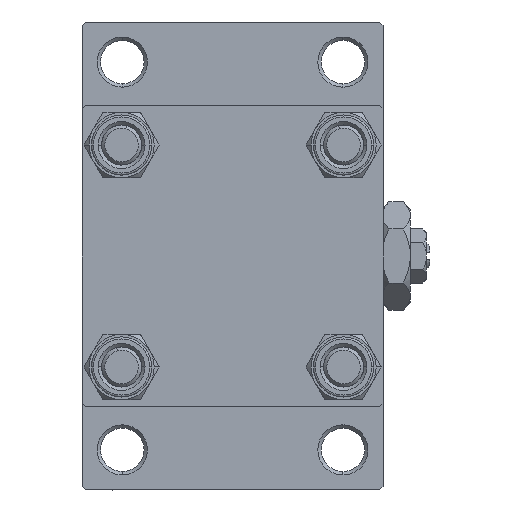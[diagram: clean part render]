
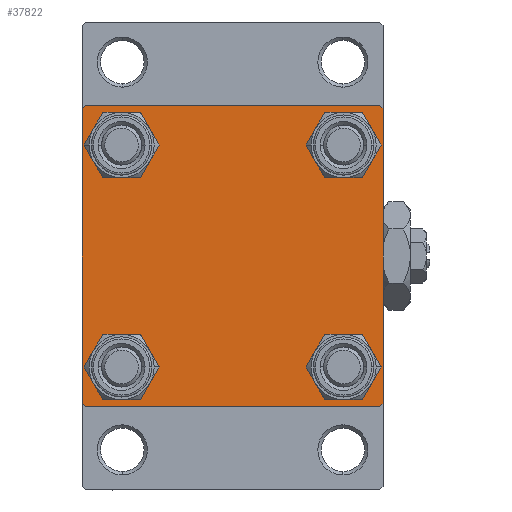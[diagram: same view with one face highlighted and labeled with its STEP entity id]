
A CAD part, left-side view. The second image highlights one B-rep face of the part: STEP entity #37822.
In plain terms, the highlighted planar face has unit normal (-1, 0, 0).
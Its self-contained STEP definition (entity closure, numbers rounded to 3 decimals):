
#126 = VERTEX_POINT ( 'NONE', #46605 ) ;
#587 = EDGE_CURVE ( 'NONE', #33678, #21910, #1079, .T. ) ;
#1079 = LINE ( 'NONE', #42284, #47921 ) ;
#1847 = DIRECTION ( 'NONE',  ( 0., 0., 1. ) ) ;
#2331 = EDGE_CURVE ( 'NONE', #8255, #126, #47992, .T. ) ;
#2509 = ORIENTED_EDGE ( 'NONE', *, *, #13584, .T. ) ;
#2832 = DIRECTION ( 'NONE',  ( 1., 0., 0. ) ) ;
#3078 = CARTESIAN_POINT ( 'NONE',  ( 0., 22.5, 22. ) ) ;
#3119 = EDGE_CURVE ( 'NONE', #12384, #48452, #44089, .T. ) ;
#3125 = VERTEX_POINT ( 'NONE', #37560 ) ;
#3617 = ORIENTED_EDGE ( 'NONE', *, *, #3119, .T. ) ;
#3826 = VERTEX_POINT ( 'NONE', #34890 ) ;
#3930 = LINE ( 'NONE', #37919, #37171 ) ;
#4308 = DIRECTION ( 'NONE',  ( 0., 0., 1. ) ) ;
#4477 = CARTESIAN_POINT ( 'NONE',  ( 0., -16.6, -16.6 ) ) ;
#4521 = AXIS2_PLACEMENT_3D ( 'NONE', #33899, #19502, #18765 ) ;
#4749 = EDGE_CURVE ( 'NONE', #12011, #22356, #36179, .T. ) ;
#5136 = DIRECTION ( 'NONE',  ( 0., 0., 1. ) ) ;
#5173 = EDGE_LOOP ( 'NONE', ( #34714, #24963 ) ) ;
#5420 = DIRECTION ( 'NONE',  ( 0., -1., 0. ) ) ;
#5818 = DIRECTION ( 'NONE',  ( 1., 0., 0. ) ) ;
#5854 = VERTEX_POINT ( 'NONE', #26934 ) ;
#5907 = EDGE_LOOP ( 'NONE', ( #38264, #42827 ) ) ;
#5917 = EDGE_CURVE ( 'NONE', #31006, #3125, #8482, .T. ) ;
#7709 = CARTESIAN_POINT ( 'NONE',  ( 0., 22., 22.5 ) ) ;
#7801 = ORIENTED_EDGE ( 'NONE', *, *, #46681, .T. ) ;
#8255 = VERTEX_POINT ( 'NONE', #21697 ) ;
#8477 = EDGE_CURVE ( 'NONE', #13228, #23177, #10473, .T. ) ;
#8482 = CIRCLE ( 'NONE', #4521, 3.5 ) ;
#8868 = CARTESIAN_POINT ( 'NONE',  ( 0., 22., -22.5 ) ) ;
#10185 = VECTOR ( 'NONE', #44470, 1000. ) ;
#10302 = VECTOR ( 'NONE', #35430, 1000. ) ;
#10428 = EDGE_LOOP ( 'NONE', ( #3617, #7801 ) ) ;
#10473 = LINE ( 'NONE', #22369, #10185 ) ;
#10755 = AXIS2_PLACEMENT_3D ( 'NONE', #4477, #44942, #23329 ) ;
#10974 = ORIENTED_EDGE ( 'NONE', *, *, #24491, .F. ) ;
#12011 = VERTEX_POINT ( 'NONE', #23878 ) ;
#12384 = VERTEX_POINT ( 'NONE', #29755 ) ;
#12455 = EDGE_CURVE ( 'NONE', #24197, #23177, #27484, .T. ) ;
#13001 = CARTESIAN_POINT ( 'NONE',  ( 0., 16.6, 20.1 ) ) ;
#13228 = VERTEX_POINT ( 'NONE', #7709 ) ;
#13537 = CARTESIAN_POINT ( 'NONE',  ( 0., -22.5, 22. ) ) ;
#13584 = EDGE_CURVE ( 'NONE', #13228, #33052, #3930, .T. ) ;
#13718 = CARTESIAN_POINT ( 'NONE',  ( 0., -22.5, 22.5 ) ) ;
#16553 = CARTESIAN_POINT ( 'NONE',  ( 0., -22.25, -22.25 ) ) ;
#16670 = CIRCLE ( 'NONE', #47571, 3.5 ) ;
#17473 = CARTESIAN_POINT ( 'NONE',  ( 0., -16.6, 20.1 ) ) ;
#18052 = EDGE_CURVE ( 'NONE', #126, #8255, #31699, .T. ) ;
#18765 = DIRECTION ( 'NONE',  ( 0., 0., 1. ) ) ;
#18782 = DIRECTION ( 'NONE',  ( 0., 0., 1. ) ) ;
#18952 = CARTESIAN_POINT ( 'NONE',  ( 0., 16.6, -16.6 ) ) ;
#19253 = ORIENTED_EDGE ( 'NONE', *, *, #12455, .T. ) ;
#19502 = DIRECTION ( 'NONE',  ( 1., 0., 0. ) ) ;
#19659 = DIRECTION ( 'NONE',  ( 1., 0., 0. ) ) ;
#20752 = FACE_BOUND ( 'NONE', #5173, .T. ) ;
#20894 = LINE ( 'NONE', #13718, #36840 ) ;
#20990 = FACE_BOUND ( 'NONE', #5907, .T. ) ;
#21697 = CARTESIAN_POINT ( 'NONE',  ( 0., -16.6, -13.1 ) ) ;
#21910 = VERTEX_POINT ( 'NONE', #8868 ) ;
#22356 = VERTEX_POINT ( 'NONE', #17473 ) ;
#22369 = CARTESIAN_POINT ( 'NONE',  ( 0., 22.5, 22.5 ) ) ;
#22739 = DIRECTION ( 'NONE',  ( 1., 0., 0. ) ) ;
#22996 = CARTESIAN_POINT ( 'NONE',  ( 0., -16.6, 16.6 ) ) ;
#23177 = VERTEX_POINT ( 'NONE', #37803 ) ;
#23290 = CARTESIAN_POINT ( 'NONE',  ( 0., -22.25, 22.25 ) ) ;
#23329 = DIRECTION ( 'NONE',  ( 0., 0., 1. ) ) ;
#23878 = CARTESIAN_POINT ( 'NONE',  ( 0., -16.6, 13.1 ) ) ;
#24197 = VERTEX_POINT ( 'NONE', #13537 ) ;
#24232 = DIRECTION ( 'NONE',  ( 0., -0.707, 0.707 ) ) ;
#24491 = EDGE_CURVE ( 'NONE', #24197, #3826, #20894, .T. ) ;
#24497 = CIRCLE ( 'NONE', #25317, 3.5 ) ;
#24912 = LINE ( 'NONE', #40063, #37191 ) ;
#24963 = ORIENTED_EDGE ( 'NONE', *, *, #18052, .T. ) ;
#25317 = AXIS2_PLACEMENT_3D ( 'NONE', #45998, #26629, #4308 ) ;
#26276 = ORIENTED_EDGE ( 'NONE', *, *, #44166, .T. ) ;
#26629 = DIRECTION ( 'NONE',  ( 1., 0., 0. ) ) ;
#26648 = DIRECTION ( 'NONE',  ( 0., 0., 1. ) ) ;
#26934 = CARTESIAN_POINT ( 'NONE',  ( 0., -22., -22.5 ) ) ;
#27331 = DIRECTION ( 'NONE',  ( 0., 0., 1. ) ) ;
#27484 = LINE ( 'NONE', #23290, #10302 ) ;
#27705 = CARTESIAN_POINT ( 'NONE',  ( 0., 0., 0. ) ) ;
#27749 = LINE ( 'NONE', #35443, #32220 ) ;
#27755 = EDGE_CURVE ( 'NONE', #21910, #5854, #27749, .T. ) ;
#27950 = PLANE ( 'NONE',  #32437 ) ;
#28305 = EDGE_LOOP ( 'NONE', ( #44851, #38770 ) ) ;
#28840 = DIRECTION ( 'NONE',  ( 0., 0., -1. ) ) ;
#29014 = CARTESIAN_POINT ( 'NONE',  ( 0., 22.5, -22. ) ) ;
#29755 = CARTESIAN_POINT ( 'NONE',  ( 0., 16.6, -13.1 ) ) ;
#30625 = AXIS2_PLACEMENT_3D ( 'NONE', #22996, #22739, #18782 ) ;
#30823 = CARTESIAN_POINT ( 'NONE',  ( 0., 16.6, 16.6 ) ) ;
#30969 = EDGE_LOOP ( 'NONE', ( #39091, #40935, #46245, #26276, #10974, #19253, #36106, #2509 ) ) ;
#31006 = VERTEX_POINT ( 'NONE', #13001 ) ;
#31699 = CIRCLE ( 'NONE', #45171, 3.5 ) ;
#32175 = LINE ( 'NONE', #16553, #37399 ) ;
#32220 = VECTOR ( 'NONE', #5420, 1000. ) ;
#32413 = FACE_BOUND ( 'NONE', #28305, .T. ) ;
#32437 = AXIS2_PLACEMENT_3D ( 'NONE', #27705, #39114, #5136 ) ;
#32481 = CIRCLE ( 'NONE', #43570, 3.5 ) ;
#33052 = VERTEX_POINT ( 'NONE', #3078 ) ;
#33678 = VERTEX_POINT ( 'NONE', #29014 ) ;
#33899 = CARTESIAN_POINT ( 'NONE',  ( 0., 16.6, 16.6 ) ) ;
#34559 = AXIS2_PLACEMENT_3D ( 'NONE', #18952, #2832, #45263 ) ;
#34592 = DIRECTION ( 'NONE',  ( 1., 0., 0. ) ) ;
#34714 = ORIENTED_EDGE ( 'NONE', *, *, #2331, .T. ) ;
#34890 = CARTESIAN_POINT ( 'NONE',  ( 0., -22.5, -22. ) ) ;
#35430 = DIRECTION ( 'NONE',  ( 0., 0.707, 0.707 ) ) ;
#35443 = CARTESIAN_POINT ( 'NONE',  ( 0., 22.5, -22.5 ) ) ;
#35593 = CARTESIAN_POINT ( 'NONE',  ( 0., -16.6, -16.6 ) ) ;
#36106 = ORIENTED_EDGE ( 'NONE', *, *, #8477, .F. ) ;
#36179 = CIRCLE ( 'NONE', #30625, 3.5 ) ;
#36840 = VECTOR ( 'NONE', #28840, 1000. ) ;
#37171 = VECTOR ( 'NONE', #41895, 1000. ) ;
#37191 = VECTOR ( 'NONE', #48007, 1000. ) ;
#37399 = VECTOR ( 'NONE', #24232, 1000. ) ;
#37560 = CARTESIAN_POINT ( 'NONE',  ( 0., 16.6, 13.1 ) ) ;
#37803 = CARTESIAN_POINT ( 'NONE',  ( 0., -22., 22.5 ) ) ;
#37822 = ADVANCED_FACE ( 'NONE', ( #32413, #20752, #43586, #20990, #46569 ), #27950, .T. ) ;
#37919 = CARTESIAN_POINT ( 'NONE',  ( 0., 22.25, 22.25 ) ) ;
#38264 = ORIENTED_EDGE ( 'NONE', *, *, #5917, .T. ) ;
#38770 = ORIENTED_EDGE ( 'NONE', *, *, #4749, .T. ) ;
#39091 = ORIENTED_EDGE ( 'NONE', *, *, #46624, .T. ) ;
#39114 = DIRECTION ( 'NONE',  ( -1., 0., 0. ) ) ;
#39229 = EDGE_CURVE ( 'NONE', #3125, #31006, #16670, .T. ) ;
#40063 = CARTESIAN_POINT ( 'NONE',  ( 0., 22.5, 22.5 ) ) ;
#40935 = ORIENTED_EDGE ( 'NONE', *, *, #587, .T. ) ;
#41895 = DIRECTION ( 'NONE',  ( 0., 0.707, -0.707 ) ) ;
#42284 = CARTESIAN_POINT ( 'NONE',  ( 0., 22.25, -22.25 ) ) ;
#42827 = ORIENTED_EDGE ( 'NONE', *, *, #39229, .T. ) ;
#43570 = AXIS2_PLACEMENT_3D ( 'NONE', #49007, #34592, #26648 ) ;
#43586 = FACE_BOUND ( 'NONE', #10428, .T. ) ;
#44089 = CIRCLE ( 'NONE', #34559, 3.5 ) ;
#44166 = EDGE_CURVE ( 'NONE', #5854, #3826, #32175, .T. ) ;
#44470 = DIRECTION ( 'NONE',  ( 0., -1., 0. ) ) ;
#44851 = ORIENTED_EDGE ( 'NONE', *, *, #47945, .T. ) ;
#44942 = DIRECTION ( 'NONE',  ( 1., 0., 0. ) ) ;
#45171 = AXIS2_PLACEMENT_3D ( 'NONE', #35593, #5818, #1847 ) ;
#45263 = DIRECTION ( 'NONE',  ( 0., 0., 1. ) ) ;
#45998 = CARTESIAN_POINT ( 'NONE',  ( 0., 16.6, -16.6 ) ) ;
#46245 = ORIENTED_EDGE ( 'NONE', *, *, #27755, .T. ) ;
#46569 = FACE_OUTER_BOUND ( 'NONE', #30969, .T. ) ;
#46605 = CARTESIAN_POINT ( 'NONE',  ( 0., -16.6, -20.1 ) ) ;
#46624 = EDGE_CURVE ( 'NONE', #33052, #33678, #24912, .T. ) ;
#46681 = EDGE_CURVE ( 'NONE', #48452, #12384, #24497, .T. ) ;
#46738 = DIRECTION ( 'NONE',  ( 0., -0.707, -0.707 ) ) ;
#47571 = AXIS2_PLACEMENT_3D ( 'NONE', #30823, #19659, #27331 ) ;
#47908 = CARTESIAN_POINT ( 'NONE',  ( 0., 16.6, -20.1 ) ) ;
#47921 = VECTOR ( 'NONE', #46738, 1000. ) ;
#47945 = EDGE_CURVE ( 'NONE', #22356, #12011, #32481, .T. ) ;
#47992 = CIRCLE ( 'NONE', #10755, 3.5 ) ;
#48007 = DIRECTION ( 'NONE',  ( 0., 0., -1. ) ) ;
#48452 = VERTEX_POINT ( 'NONE', #47908 ) ;
#49007 = CARTESIAN_POINT ( 'NONE',  ( 0., -16.6, 16.6 ) ) ;
